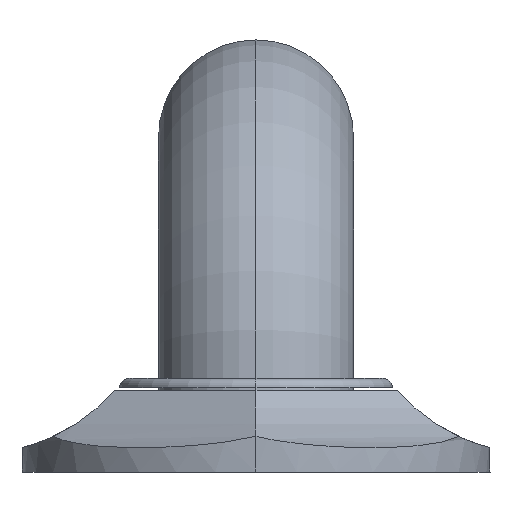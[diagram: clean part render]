
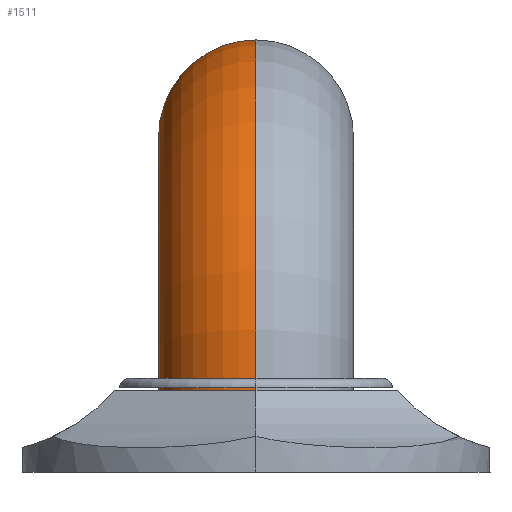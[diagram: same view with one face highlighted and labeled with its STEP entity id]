
A CAD part, left-side view. The second image highlights one B-rep face of the part: STEP entity #1511.
In plain terms, the highlighted toroidal (fillet/blend) face has major radius 41.275 mm and minor radius 15.875 mm.
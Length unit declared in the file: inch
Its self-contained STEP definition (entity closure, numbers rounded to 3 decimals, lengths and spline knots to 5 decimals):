
#1382=CARTESIAN_POINT('',(-21.,0.,0.52));
#1383=DIRECTION('',(0.,0.,-1.));
#1384=DIRECTION('',(-1.,0.,0.));
#1385=AXIS2_PLACEMENT_3D('',#1382,#1383,#1384);
#1387=CARTESIAN_POINT('',(-19.375,0.,0.52));
#1388=DIRECTION('',(0.,1.,0.));
#1389=DIRECTION('',(-1.,0.,0.));
#1390=AXIS2_PLACEMENT_3D('',#1387,#1388,#1389);
#1397=CARTESIAN_POINT('',(-19.375,0.,0.52));
#1398=DIRECTION('',(0.,1.,0.));
#1399=DIRECTION('',(-1.,0.,0.));
#1400=AXIS2_PLACEMENT_3D('',#1397,#1398,#1399);
#1439=CARTESIAN_POINT('',(-19.375,0.,2.145));
#1440=DIRECTION('',(1.,0.,0.));
#1441=DIRECTION('',(0.,0.,-1.));
#1442=AXIS2_PLACEMENT_3D('',#1439,#1440,#1441);
#1478=CARTESIAN_POINT('',(-20.375,0.,0.52));
#1479=CARTESIAN_POINT('',(-21.625,0.,0.52));
#1480=VERTEX_POINT('',#1478);
#1481=VERTEX_POINT('',#1479);
#1482=CARTESIAN_POINT('',(-19.375,0.,1.52));
#1483=CARTESIAN_POINT('',(-19.375,0.,2.77));
#1484=VERTEX_POINT('',#1482);
#1485=VERTEX_POINT('',#1483);
#1496=CARTESIAN_POINT('',(-19.375,0.,0.52));
#1497=DIRECTION('',(0.,1.,0.));
#1498=DIRECTION('',(1.,0.,0.));
#1499=AXIS2_PLACEMENT_3D('',#1496,#1497,#1498);
#1500=TOROIDAL_SURFACE('',#1499,1.625,0.625);
#1502=ORIENTED_EDGE('',*,*,#1501,.T.);
#1504=ORIENTED_EDGE('',*,*,#1503,.T.);
#1506=ORIENTED_EDGE('',*,*,#1505,.T.);
#1508=ORIENTED_EDGE('',*,*,#1507,.F.);
#1509=EDGE_LOOP('',(#1502,#1504,#1506,#1508));
#1510=FACE_OUTER_BOUND('',#1509,.F.);
#1511=ADVANCED_FACE('',(#1510),#1500,.T.);
#1386=CIRCLE('',#1385,0.625);
#1391=CIRCLE('',#1390,1.);
#1401=CIRCLE('',#1400,2.25);
#1443=CIRCLE('',#1442,0.625);
#1501=EDGE_CURVE('',#1481,#1480,#1386,.T.);
#1503=EDGE_CURVE('',#1480,#1484,#1391,.T.);
#1505=EDGE_CURVE('',#1484,#1485,#1443,.T.);
#1507=EDGE_CURVE('',#1481,#1485,#1401,.T.);
